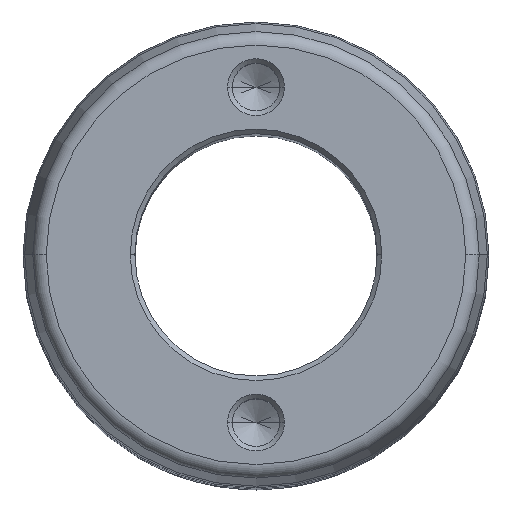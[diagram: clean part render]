
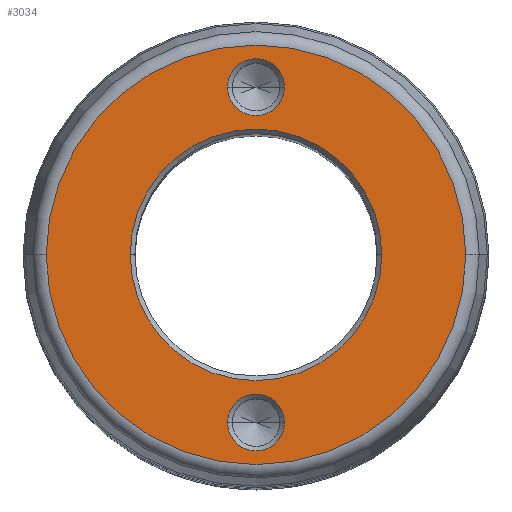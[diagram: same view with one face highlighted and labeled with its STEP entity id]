
A CAD part, top view. The second image highlights one B-rep face of the part: STEP entity #3034.
In plain terms, the highlighted planar face has unit normal (0, 0, 1).
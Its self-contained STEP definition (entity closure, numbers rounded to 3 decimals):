
#147 = FACE_BOUND ( 'NONE', #3308, .T. ) ;
#174 = DIRECTION ( 'NONE',  ( 1., 0., 0. ) ) ;
#270 = DIRECTION ( 'NONE',  ( 0., 0., -1. ) ) ;
#297 = DIRECTION ( 'NONE',  ( 1., 0., 0. ) ) ;
#324 = ORIENTED_EDGE ( 'NONE', *, *, #3189, .T. ) ;
#336 = CARTESIAN_POINT ( 'NONE',  ( 45.019, 0., 280. ) ) ;
#431 = CARTESIAN_POINT ( 'NONE',  ( -6.1, 36., 280. ) ) ;
#433 = EDGE_CURVE ( 'NONE', #3375, #1293, #3414, .T. ) ;
#439 = CARTESIAN_POINT ( 'NONE',  ( -27., 0., 280. ) ) ;
#463 = ORIENTED_EDGE ( 'NONE', *, *, #901, .T. ) ;
#522 = ORIENTED_EDGE ( 'NONE', *, *, #616, .T. ) ;
#613 = CARTESIAN_POINT ( 'NONE',  ( 0., 0., 280. ) ) ;
#614 = CARTESIAN_POINT ( 'NONE',  ( -45.019, 0., 280. ) ) ;
#616 = EDGE_CURVE ( 'NONE', #1293, #3375, #3556, .T. ) ;
#640 = CIRCLE ( 'NONE', #3708, 45.019 ) ;
#691 = AXIS2_PLACEMENT_3D ( 'NONE', #3206, #2108, #1499 ) ;
#716 = DIRECTION ( 'NONE',  ( 0., 0., -1. ) ) ;
#901 = EDGE_CURVE ( 'NONE', #3533, #1371, #2400, .T. ) ;
#959 = CARTESIAN_POINT ( 'NONE',  ( -6.1, -36., 280. ) ) ;
#1110 = DIRECTION ( 'NONE',  ( 0., 0., 1. ) ) ;
#1143 = AXIS2_PLACEMENT_3D ( 'NONE', #1584, #1541, #3527 ) ;
#1176 = DIRECTION ( 'NONE',  ( 1., 0., 0. ) ) ;
#1202 = CARTESIAN_POINT ( 'NONE',  ( 0., 36., 280. ) ) ;
#1214 = EDGE_CURVE ( 'NONE', #3180, #3641, #2660, .T. ) ;
#1284 = EDGE_LOOP ( 'NONE', ( #324, #1713 ) ) ;
#1293 = VERTEX_POINT ( 'NONE', #3229 ) ;
#1371 = VERTEX_POINT ( 'NONE', #2409 ) ;
#1485 = CARTESIAN_POINT ( 'NONE',  ( 0., 36., 280. ) ) ;
#1499 = DIRECTION ( 'NONE',  ( 1., 0., 0. ) ) ;
#1541 = DIRECTION ( 'NONE',  ( 0., 0., -1. ) ) ;
#1549 = AXIS2_PLACEMENT_3D ( 'NONE', #613, #2636, #2981 ) ;
#1584 = CARTESIAN_POINT ( 'NONE',  ( 0., -36., 280. ) ) ;
#1631 = AXIS2_PLACEMENT_3D ( 'NONE', #2526, #1110, #1695 ) ;
#1657 = CIRCLE ( 'NONE', #1549, 27. ) ;
#1695 = DIRECTION ( 'NONE',  ( 1., 0., 0. ) ) ;
#1713 = ORIENTED_EDGE ( 'NONE', *, *, #2931, .T. ) ;
#1750 = AXIS2_PLACEMENT_3D ( 'NONE', #1202, #2928, #2021 ) ;
#1769 = EDGE_LOOP ( 'NONE', ( #2577, #3539 ) ) ;
#1782 = CIRCLE ( 'NONE', #3015, 27. ) ;
#2017 = CARTESIAN_POINT ( 'NONE',  ( 0., -36., 280. ) ) ;
#2021 = DIRECTION ( 'NONE',  ( 1., 0., 0. ) ) ;
#2088 = FACE_BOUND ( 'NONE', #3557, .T. ) ;
#2108 = DIRECTION ( 'NONE',  ( 0., 0., 1. ) ) ;
#2179 = CARTESIAN_POINT ( 'NONE',  ( 0., 0., 280. ) ) ;
#2201 = VERTEX_POINT ( 'NONE', #439 ) ;
#2248 = PLANE ( 'NONE',  #1631 ) ;
#2330 = CARTESIAN_POINT ( 'NONE',  ( 0., 0., 280. ) ) ;
#2400 = CIRCLE ( 'NONE', #1143, 6.1 ) ;
#2409 = CARTESIAN_POINT ( 'NONE',  ( 6.1, -36., 280. ) ) ;
#2526 = CARTESIAN_POINT ( 'NONE',  ( 0., 0., 280. ) ) ;
#2549 = AXIS2_PLACEMENT_3D ( 'NONE', #1485, #2906, #297 ) ;
#2576 = EDGE_CURVE ( 'NONE', #1371, #3533, #2863, .T. ) ;
#2577 = ORIENTED_EDGE ( 'NONE', *, *, #1214, .T. ) ;
#2636 = DIRECTION ( 'NONE',  ( 0., 0., -1. ) ) ;
#2660 = CIRCLE ( 'NONE', #691, 45.019 ) ;
#2758 = EDGE_CURVE ( 'NONE', #3641, #3180, #640, .T. ) ;
#2848 = DIRECTION ( 'NONE',  ( 1., 0., 0. ) ) ;
#2863 = CIRCLE ( 'NONE', #3497, 6.1 ) ;
#2906 = DIRECTION ( 'NONE',  ( 0., 0., -1. ) ) ;
#2928 = DIRECTION ( 'NONE',  ( 0., 0., -1. ) ) ;
#2931 = EDGE_CURVE ( 'NONE', #2201, #3607, #1782, .T. ) ;
#2981 = DIRECTION ( 'NONE',  ( 1., 0., 0. ) ) ;
#3015 = AXIS2_PLACEMENT_3D ( 'NONE', #2179, #716, #174 ) ;
#3034 = ADVANCED_FACE ( 'NONE', ( #2088, #147, #3657, #3128 ), #2248, .T. ) ;
#3128 = FACE_OUTER_BOUND ( 'NONE', #1769, .T. ) ;
#3180 = VERTEX_POINT ( 'NONE', #336 ) ;
#3189 = EDGE_CURVE ( 'NONE', #3607, #2201, #1657, .T. ) ;
#3206 = CARTESIAN_POINT ( 'NONE',  ( 0., 0., 280. ) ) ;
#3208 = DIRECTION ( 'NONE',  ( 0., 0., 1. ) ) ;
#3229 = CARTESIAN_POINT ( 'NONE',  ( 6.1, 36., 280. ) ) ;
#3295 = ORIENTED_EDGE ( 'NONE', *, *, #433, .T. ) ;
#3308 = EDGE_LOOP ( 'NONE', ( #522, #3295 ) ) ;
#3362 = ORIENTED_EDGE ( 'NONE', *, *, #2576, .T. ) ;
#3375 = VERTEX_POINT ( 'NONE', #431 ) ;
#3384 = CARTESIAN_POINT ( 'NONE',  ( 27., 0., 280. ) ) ;
#3414 = CIRCLE ( 'NONE', #1750, 6.1 ) ;
#3497 = AXIS2_PLACEMENT_3D ( 'NONE', #2017, #270, #2848 ) ;
#3527 = DIRECTION ( 'NONE',  ( 1., 0., 0. ) ) ;
#3533 = VERTEX_POINT ( 'NONE', #959 ) ;
#3539 = ORIENTED_EDGE ( 'NONE', *, *, #2758, .T. ) ;
#3556 = CIRCLE ( 'NONE', #2549, 6.1 ) ;
#3557 = EDGE_LOOP ( 'NONE', ( #3362, #463 ) ) ;
#3607 = VERTEX_POINT ( 'NONE', #3384 ) ;
#3641 = VERTEX_POINT ( 'NONE', #614 ) ;
#3657 = FACE_BOUND ( 'NONE', #1284, .T. ) ;
#3708 = AXIS2_PLACEMENT_3D ( 'NONE', #2330, #3208, #1176 ) ;
